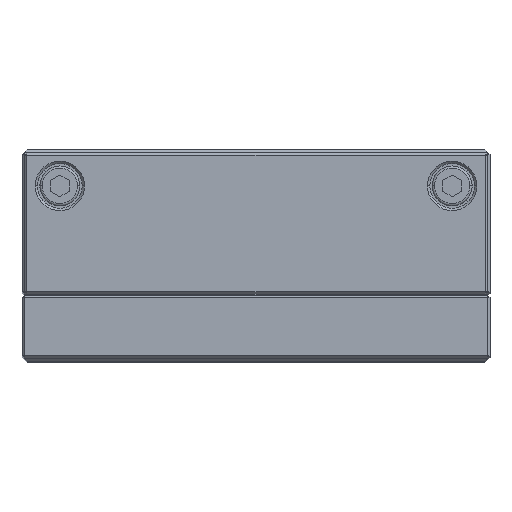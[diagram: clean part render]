
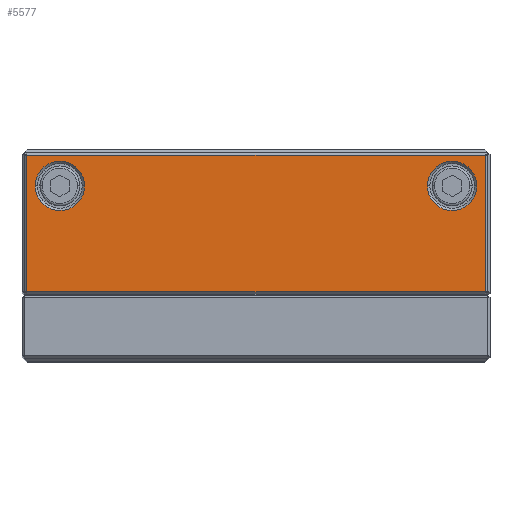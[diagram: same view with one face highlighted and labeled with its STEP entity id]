
A CAD part, top view. The second image highlights one B-rep face of the part: STEP entity #5577.
In plain terms, the highlighted planar face has unit normal (0, 0, 1).
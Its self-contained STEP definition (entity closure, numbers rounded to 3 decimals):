
#4561=FACE_BOUND('',#7654,.T.);
#4562=FACE_BOUND('',#7655,.T.);
#4563=FACE_BOUND('',#7656,.T.);
#4740=PLANE('',#22735);
#5577=ADVANCED_FACE('',(#4561,#4562,#4563),#4740,.T.);
#7654=EDGE_LOOP('',(#12923,#12924,#12925,#12926));
#7655=EDGE_LOOP('',(#12927,#12928));
#7656=EDGE_LOOP('',(#12929,#12930));
#8825=LINE('',#28250,#10824);
#8826=LINE('',#28253,#10825);
#8827=LINE('',#28255,#10826);
#8828=LINE('',#28257,#10827);
#10824=VECTOR('',#23986,1.);
#10825=VECTOR('',#23987,1.);
#10826=VECTOR('',#23988,1.);
#10827=VECTOR('',#23989,1.);
#12923=ORIENTED_EDGE('',*,*,#19833,.T.);
#12924=ORIENTED_EDGE('',*,*,#19834,.T.);
#12925=ORIENTED_EDGE('',*,*,#19835,.T.);
#12926=ORIENTED_EDGE('',*,*,#19836,.T.);
#12927=ORIENTED_EDGE('',*,*,#19759,.T.);
#12928=ORIENTED_EDGE('',*,*,#19832,.T.);
#12929=ORIENTED_EDGE('',*,*,#19763,.T.);
#12930=ORIENTED_EDGE('',*,*,#19831,.T.);
#18051=VERTEX_POINT('',#28096);
#18052=VERTEX_POINT('',#28098);
#18055=VERTEX_POINT('',#28105);
#18056=VERTEX_POINT('',#28107);
#18097=VERTEX_POINT('',#28251);
#18098=VERTEX_POINT('',#28252);
#18099=VERTEX_POINT('',#28254);
#18100=VERTEX_POINT('',#28256);
#19759=EDGE_CURVE('',#18052,#18051,#22395,.T.);
#19763=EDGE_CURVE('',#18056,#18055,#22397,.T.);
#19831=EDGE_CURVE('',#18055,#18056,#22420,.T.);
#19832=EDGE_CURVE('',#18051,#18052,#22421,.T.);
#19833=EDGE_CURVE('',#18097,#18098,#8825,.T.);
#19834=EDGE_CURVE('',#18098,#18099,#8826,.T.);
#19835=EDGE_CURVE('',#18099,#18100,#8827,.T.);
#19836=EDGE_CURVE('',#18100,#18097,#8828,.T.);
#22395=CIRCLE('',#22674,5.25);
#22397=CIRCLE('',#22677,5.25);
#22420=CIRCLE('',#22731,5.25);
#22421=CIRCLE('',#22733,5.25);
#22674=AXIS2_PLACEMENT_3D('',#28097,#23817,#23818);
#22677=AXIS2_PLACEMENT_3D('',#28106,#23825,#23826);
#22731=AXIS2_PLACEMENT_3D('',#28246,#23978,#23979);
#22733=AXIS2_PLACEMENT_3D('',#28248,#23982,#23983);
#22735=AXIS2_PLACEMENT_3D('',#28258,#23990,#23991);
#23817=DIRECTION('',(0.,0.,-1.));
#23818=DIRECTION('',(1.,0.,0.));
#23825=DIRECTION('',(0.,0.,-1.));
#23826=DIRECTION('',(1.,0.,0.));
#23978=DIRECTION('',(0.,0.,-1.));
#23979=DIRECTION('',(1.,0.,0.));
#23982=DIRECTION('',(0.,0.,-1.));
#23983=DIRECTION('',(1.,0.,0.));
#23986=DIRECTION('',(0.,-1.,0.));
#23987=DIRECTION('',(1.,0.,0.));
#23988=DIRECTION('',(0.,1.,0.));
#23989=DIRECTION('',(-1.,0.,0.));
#23990=DIRECTION('',(0.,0.,1.));
#23991=DIRECTION('',(1.,0.,0.));
#28096=CARTESIAN_POINT('',(36.45,37.25,86.5));
#28097=CARTESIAN_POINT('',(41.7,37.25,86.5));
#28098=CARTESIAN_POINT('',(46.95,37.25,86.5));
#28105=CARTESIAN_POINT('',(-46.95,37.25,86.5));
#28106=CARTESIAN_POINT('',(-41.7,37.25,86.5));
#28107=CARTESIAN_POINT('',(-36.45,37.25,86.5));
#28246=CARTESIAN_POINT('',(-41.7,37.25,86.5));
#28248=CARTESIAN_POINT('',(41.7,37.25,86.5));
#28250=CARTESIAN_POINT('',(-48.7,14.25,86.5));
#28251=CARTESIAN_POINT('',(-48.7,43.75,86.5));
#28252=CARTESIAN_POINT('',(-48.7,14.75,86.5));
#28253=CARTESIAN_POINT('',(49.2,14.75,86.5));
#28254=CARTESIAN_POINT('',(48.7,14.75,86.5));
#28255=CARTESIAN_POINT('',(48.7,44.25,86.5));
#28256=CARTESIAN_POINT('',(48.7,43.75,86.5));
#28257=CARTESIAN_POINT('',(-49.2,43.75,86.5));
#28258=CARTESIAN_POINT('',(-49.2,14.25,86.5));
